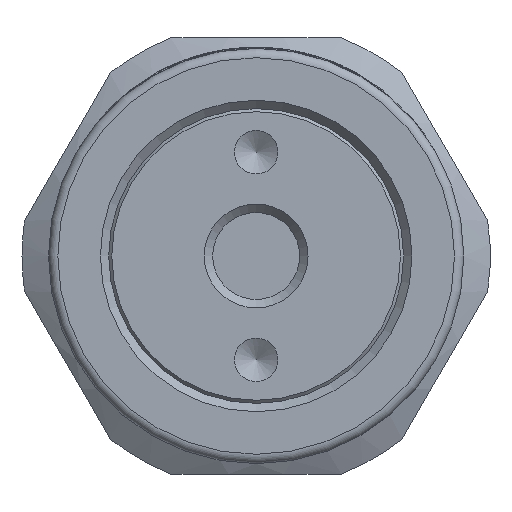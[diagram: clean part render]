
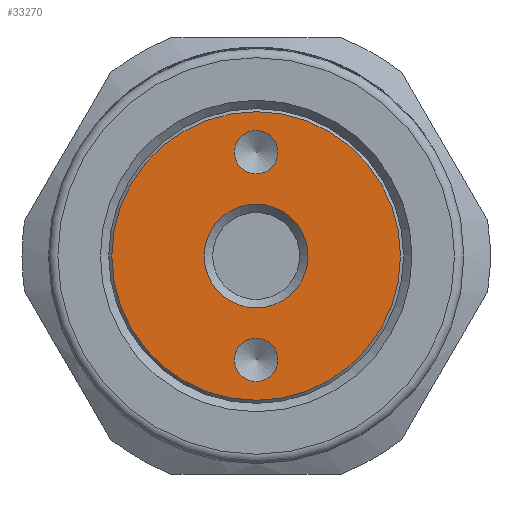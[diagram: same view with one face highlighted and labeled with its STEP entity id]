
A CAD part, left-side view. The second image highlights one B-rep face of the part: STEP entity #33270.
In plain terms, the highlighted planar face has unit normal (-1, 0, 0).
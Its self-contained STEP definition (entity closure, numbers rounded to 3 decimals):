
#33108=CARTESIAN_POINT('',(-108.5,0.,13.9));
#33109=VERTEX_POINT('',#33108);
#33110=CARTESIAN_POINT('',(-108.5,0.,0.));
#33111=DIRECTION('',(1.0,0.0,0.0));
#33112=DIRECTION('',(0.0,0.0,-1.0));
#33113=AXIS2_PLACEMENT_3D('',#33110,#33111,#33112);
#33114=CIRCLE('',#33113,13.9);
#33115=EDGE_CURVE('',#33109,#33109,#33114,.T.);
#33136=CARTESIAN_POINT('',(-108.5,0.,5.));
#33137=VERTEX_POINT('',#33136);
#33138=CARTESIAN_POINT('',(-108.5,0.,0.));
#33139=DIRECTION('',(1.0,0.0,0.0));
#33140=DIRECTION('',(0.0,0.0,1.0));
#33141=AXIS2_PLACEMENT_3D('',#33138,#33139,#33140);
#33142=CIRCLE('',#33141,5.);
#33143=EDGE_CURVE('',#33137,#33137,#33142,.T.);
#33201=CARTESIAN_POINT('',(-108.5,2.1,10.));
#33202=VERTEX_POINT('',#33201);
#33203=CARTESIAN_POINT('',(-108.5,0.,10.));
#33204=DIRECTION('',(1.0,0.0,0.0));
#33205=DIRECTION('',(0.0,1.0,0.0));
#33206=AXIS2_PLACEMENT_3D('',#33203,#33204,#33205);
#33207=CIRCLE('',#33206,2.1);
#33208=EDGE_CURVE('',#33202,#33202,#33207,.T.);
#33238=CARTESIAN_POINT('',(-108.5,-2.1,-10.));
#33239=VERTEX_POINT('',#33238);
#33240=CARTESIAN_POINT('',(-108.5,0.,-10.));
#33241=DIRECTION('',(1.0,0.0,0.0));
#33242=DIRECTION('',(0.0,-1.0,0.0));
#33243=AXIS2_PLACEMENT_3D('',#33240,#33241,#33242);
#33244=CIRCLE('',#33243,2.1);
#33245=EDGE_CURVE('',#33239,#33239,#33244,.T.);
#33253=CARTESIAN_POINT('',(-108.5,0.,7.5));
#33254=DIRECTION('',(-1.0,0.0,0.0));
#33255=DIRECTION('',(0.0,-1.0,0.0));
#33256=AXIS2_PLACEMENT_3D('',#33253,#33254,#33255);
#33257=PLANE('',#33256);
#33258=ORIENTED_EDGE('',*,*,#33115,.F.);
#33259=EDGE_LOOP('',(#33258));
#33260=FACE_OUTER_BOUND('',#33259,.T.);
#33261=ORIENTED_EDGE('',*,*,#33143,.T.);
#33262=EDGE_LOOP('',(#33261));
#33263=FACE_BOUND('',#33262,.T.);
#33264=ORIENTED_EDGE('',*,*,#33208,.T.);
#33265=EDGE_LOOP('',(#33264));
#33266=FACE_BOUND('',#33265,.T.);
#33267=ORIENTED_EDGE('',*,*,#33245,.T.);
#33268=EDGE_LOOP('',(#33267));
#33269=FACE_BOUND('',#33268,.T.);
#33270=ADVANCED_FACE('',(#33260,#33263,#33266,#33269),#33257,.T.);
